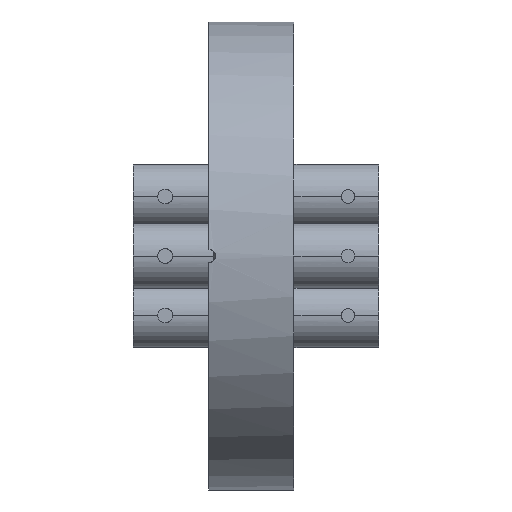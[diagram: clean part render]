
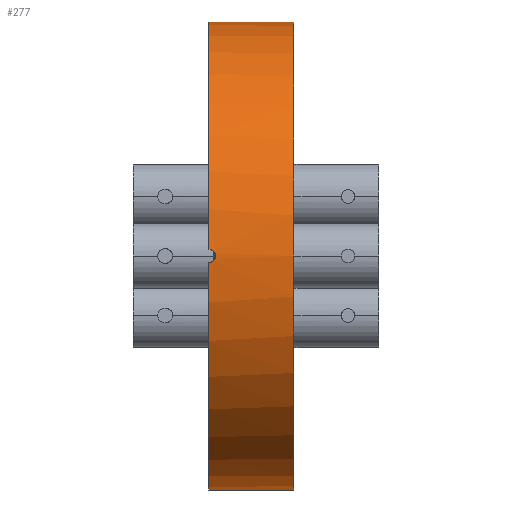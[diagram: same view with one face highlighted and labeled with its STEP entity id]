
A CAD part, left-side view. The second image highlights one B-rep face of the part: STEP entity #277.
In plain terms, the highlighted cylindrical face has radius 34.95 mm (diameter 69.9 mm), a partial arc.
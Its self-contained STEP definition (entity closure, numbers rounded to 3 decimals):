
#31 = CIRCLE ( 'NONE', #2769, 34.95 ) ;
#128 = EDGE_LOOP ( 'NONE', ( #480, #2660, #2275, #3747, #1353, #2655 ) ) ;
#129 = EDGE_CURVE ( 'NONE', #2327, #883, #2596, .T. ) ;
#187 = CARTESIAN_POINT ( 'NONE',  ( -34.949, -0.974, -0.261 ) ) ;
#277 = ADVANCED_FACE ( 'NONE', ( #1780 ), #3844, .T. ) ;
#442 = CARTESIAN_POINT ( 'NONE',  ( -34.936, -0.132, 1. ) ) ;
#480 = ORIENTED_EDGE ( 'NONE', *, *, #973, .F. ) ;
#505 = CARTESIAN_POINT ( 'NONE',  ( 0., -12.7, 0. ) ) ;
#508 = CARTESIAN_POINT ( 'NONE',  ( 0., 0., 34.95 ) ) ;
#625 = LINE ( 'NONE', #1804, #3708 ) ;
#672 = VERTEX_POINT ( 'NONE', #1512 ) ;
#745 = CARTESIAN_POINT ( 'NONE',  ( -34.936, -0.262, 0.974 ) ) ;
#760 = DIRECTION ( 'NONE',  ( 0., 1., 0. ) ) ;
#805 = CARTESIAN_POINT ( 'NONE',  ( -34.936, -0.264, -1. ) ) ;
#817 = EDGE_CURVE ( 'NONE', #672, #3097, #1646, .T. ) ;
#868 = CARTESIAN_POINT ( 'NONE',  ( 0., 0., 0. ) ) ;
#883 = VERTEX_POINT ( 'NONE', #3680 ) ;
#901 = CARTESIAN_POINT ( 'NONE',  ( -34.936, 0., -1. ) ) ;
#930 = LINE ( 'NONE', #3375, #2518 ) ;
#973 = EDGE_CURVE ( 'NONE', #2327, #3413, #625, .T. ) ;
#1105 = CARTESIAN_POINT ( 'NONE',  ( -34.936, 0., 1. ) ) ;
#1348 = EDGE_CURVE ( 'NONE', #3413, #3164, #31, .T. ) ;
#1352 = CARTESIAN_POINT ( 'NONE',  ( -34.947, -0.874, -0.503 ) ) ;
#1353 = ORIENTED_EDGE ( 'NONE', *, *, #2017, .T. ) ;
#1512 = CARTESIAN_POINT ( 'NONE',  ( -34.936, 0., 1. ) ) ;
#1559 = DIRECTION ( 'NONE',  ( 0., 1., 0. ) ) ;
#1646 = CIRCLE ( 'NONE', #2209, 34.95 ) ;
#1657 = CARTESIAN_POINT ( 'NONE',  ( -34.939, -0.504, 0.874 ) ) ;
#1677 = CARTESIAN_POINT ( 'NONE',  ( -34.941, -0.615, 0.799 ) ) ;
#1736 = DIRECTION ( 'NONE',  ( 0., 1., 0. ) ) ;
#1780 = FACE_OUTER_BOUND ( 'NONE', #128, .T. ) ;
#1804 = CARTESIAN_POINT ( 'NONE',  ( 0., -12.7, -34.95 ) ) ;
#1938 = DIRECTION ( 'NONE',  ( 0., 0., 1. ) ) ;
#1953 = DIRECTION ( 'NONE',  ( 0., 0., 1. ) ) ;
#2017 = EDGE_CURVE ( 'NONE', #672, #3164, #2210, .T. ) ;
#2052 = DIRECTION ( 'NONE',  ( 0., 1., 0. ) ) ;
#2172 = CARTESIAN_POINT ( 'NONE',  ( 0., -12.7, -34.95 ) ) ;
#2186 = CARTESIAN_POINT ( 'NONE',  ( 0., 0., -34.95 ) ) ;
#2209 = AXIS2_PLACEMENT_3D ( 'NONE', #868, #2052, #2811 ) ;
#2210 = B_SPLINE_CURVE_WITH_KNOTS ( 'NONE', 3,
 ( #1105, #442, #745, #1657, #1677, #3422, #2297, #2867, #3738, #2589, #187, #1352, #2850, #3123, #805, #3494 ),
 .UNSPECIFIED., .F., .F.,
 ( 4, 2, 2, 2, 2, 2, 2, 4 ),
 ( 0., 0., 0.001, 0.001, 0.002, 0.002, 0.002, 0.003 ),
 .UNSPECIFIED. ) ;
#2229 = AXIS2_PLACEMENT_3D ( 'NONE', #2266, #3256, #1953 ) ;
#2266 = CARTESIAN_POINT ( 'NONE',  ( 0., -12.7, 0. ) ) ;
#2275 = ORIENTED_EDGE ( 'NONE', *, *, #3702, .T. ) ;
#2297 = CARTESIAN_POINT ( 'NONE',  ( -34.947, -0.874, 0.503 ) ) ;
#2327 = VERTEX_POINT ( 'NONE', #2172 ) ;
#2409 = AXIS2_PLACEMENT_3D ( 'NONE', #505, #2593, #2886 ) ;
#2518 = VECTOR ( 'NONE', #1559, 1000. ) ;
#2589 = CARTESIAN_POINT ( 'NONE',  ( -34.95, -1., -0.13 ) ) ;
#2593 = DIRECTION ( 'NONE',  ( 0., 1., 0. ) ) ;
#2596 = CIRCLE ( 'NONE', #2409, 34.95 ) ;
#2655 = ORIENTED_EDGE ( 'NONE', *, *, #1348, .F. ) ;
#2660 = ORIENTED_EDGE ( 'NONE', *, *, #129, .T. ) ;
#2769 = AXIS2_PLACEMENT_3D ( 'NONE', #3435, #760, #1938 ) ;
#2811 = DIRECTION ( 'NONE',  ( 0., 0., 1. ) ) ;
#2850 = CARTESIAN_POINT ( 'NONE',  ( -34.945, -0.801, -0.613 ) ) ;
#2867 = CARTESIAN_POINT ( 'NONE',  ( -34.949, -0.974, 0.263 ) ) ;
#2886 = DIRECTION ( 'NONE',  ( 0., 0., 1. ) ) ;
#3097 = VERTEX_POINT ( 'NONE', #508 ) ;
#3123 = CARTESIAN_POINT ( 'NONE',  ( -34.939, -0.521, -0.893 ) ) ;
#3164 = VERTEX_POINT ( 'NONE', #901 ) ;
#3256 = DIRECTION ( 'NONE',  ( 0., 1., 0. ) ) ;
#3375 = CARTESIAN_POINT ( 'NONE',  ( 0., -12.7, 34.95 ) ) ;
#3413 = VERTEX_POINT ( 'NONE', #2186 ) ;
#3422 = CARTESIAN_POINT ( 'NONE',  ( -34.945, -0.799, 0.615 ) ) ;
#3435 = CARTESIAN_POINT ( 'NONE',  ( 0., 0., 0. ) ) ;
#3494 = CARTESIAN_POINT ( 'NONE',  ( -34.936, 0., -1. ) ) ;
#3680 = CARTESIAN_POINT ( 'NONE',  ( 0., -12.7, 34.95 ) ) ;
#3702 = EDGE_CURVE ( 'NONE', #883, #3097, #930, .T. ) ;
#3708 = VECTOR ( 'NONE', #1736, 1000. ) ;
#3738 = CARTESIAN_POINT ( 'NONE',  ( -34.95, -1., 0.131 ) ) ;
#3747 = ORIENTED_EDGE ( 'NONE', *, *, #817, .F. ) ;
#3844 = CYLINDRICAL_SURFACE ( 'NONE', #2229, 34.95 ) ;
